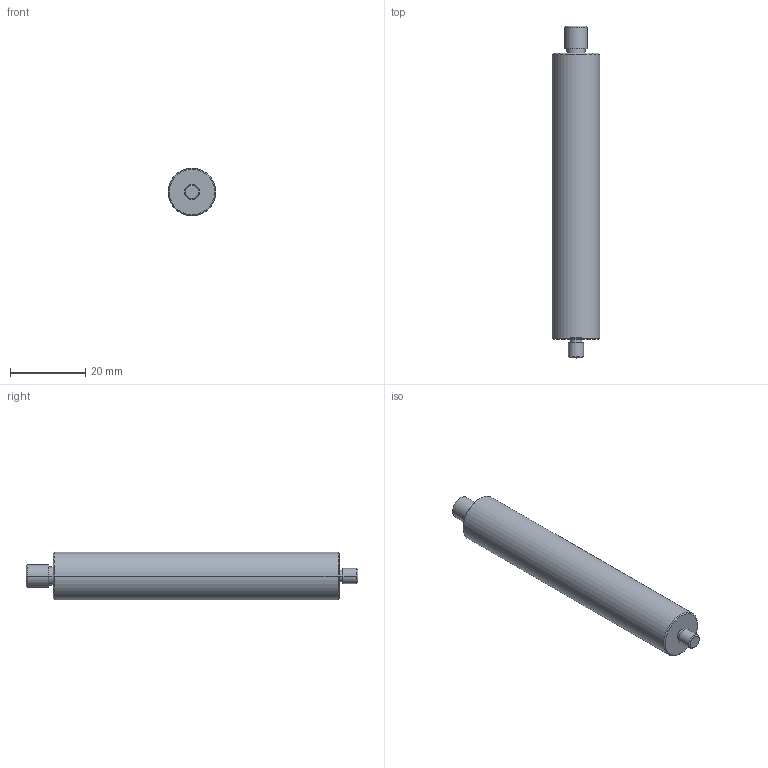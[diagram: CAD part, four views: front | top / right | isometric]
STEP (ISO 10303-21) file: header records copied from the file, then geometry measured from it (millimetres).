
FILE_DESCRIPTION (( 'STEP AP203' ), '1' );
FILE_NAME ('GCM-030112M 俋倰芞.STEP', '2016-10-17T01:17:59', ( 'Lxtx999.CoM' ), ( 'Lxtx999.CoM' ), 'SwSTEP 2.0', 'SolidWorks 2012', '' );
FILE_SCHEMA (( 'CONFIG_CONTROL_DESIGN' ));
Length unit declared in the file: millimetre
Products named in the file (1): GCM-030112M 俋倰芞
Bounding box: 12.7 x 88.2 x 12.7 mm (x, y, z)
Volume: 9871.7 mm3; surface area: 3487.2 mm2
Topology: 1 solids, 1 shells, 24 faces, 46 edges, 28 vertices
Faces by surface type: cylinder 10, cone 8, plane 6
Entity records: 691 total; most frequent: DIRECTION 124, CARTESIAN_POINT 99, ORIENTED_EDGE 92, AXIS2_PLACEMENT_3D 53, EDGE_CURVE 46, EDGE_LOOP 28, VERTEX_POINT 28, CIRCLE 28
